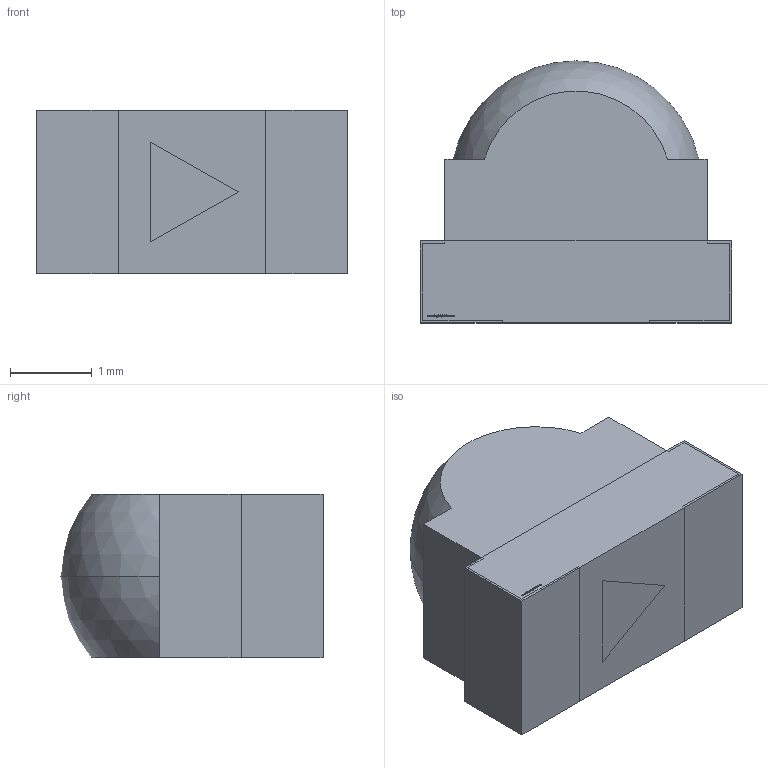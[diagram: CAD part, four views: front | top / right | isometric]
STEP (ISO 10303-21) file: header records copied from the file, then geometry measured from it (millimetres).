
FILE_DESCRIPTION (( 'STEP AP214' ), '1' );
FILE_NAME ('APED3820.STEP', '2008-09-04T16:51:12', ( '' ), ( '' ), 'SwSTEP 2.0', 'SolidWorks 2008', '' );
FILE_SCHEMA (( 'AUTOMOTIVE_DESIGN' ));
Length unit declared in the file: millimetre
Products named in the file (1): APED3820
Bounding box: 3.8 x 3.2 x 2 mm (x, y, z)
Volume: 18.5 mm3; surface area: 74.7 mm2
Topology: 5 solids, 5 shells, 331 faces, 880 edges, 587 vertices
Faces by surface type: plane 213, bspline 116, sphere 2
Entity records: 19346 total; most frequent: CARTESIAN_POINT 8187, ORIENTED_EDGE 1760, DIRECTION 1088, EDGE_CURVE 880, LINE 640, VECTOR 640, VERTEX_POINT 587, EDGE_LOOP 359
